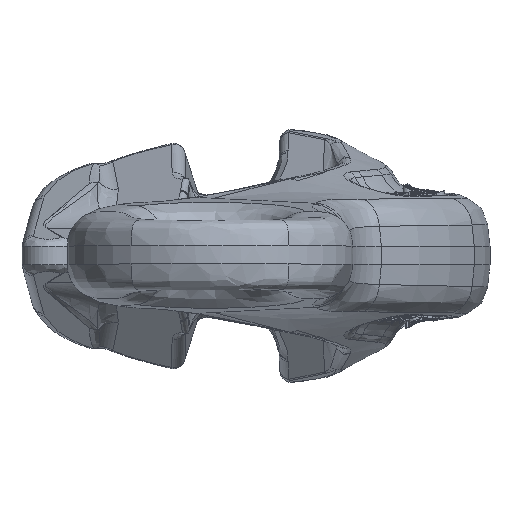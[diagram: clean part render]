
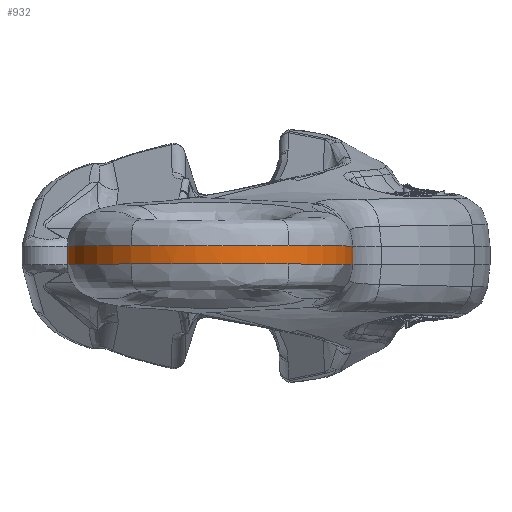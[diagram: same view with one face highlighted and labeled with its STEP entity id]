
A CAD part, top view. The second image highlights one B-rep face of the part: STEP entity #932.
In plain terms, the highlighted cylindrical face has radius 24.791 mm (diameter 49.581 mm), a partial arc.
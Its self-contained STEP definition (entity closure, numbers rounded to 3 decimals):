
#190=CYLINDRICAL_SURFACE('',#11150,24.791);
#932=ADVANCED_FACE('',(#1746),#190,.T.);
#1746=FACE_OUTER_BOUND('',#2390,.T.);
#2390=EDGE_LOOP('',(#4546,#4547,#4548,#4549,#4550,#4551,#4552,#4553));
#3027=LINE('',#19864,#3392);
#3030=LINE('',#20213,#3396);
#3392=VECTOR('',#11967,1.);
#3396=VECTOR('',#11979,1.);
#4546=ORIENTED_EDGE('',*,*,#8772,.T.);
#4547=ORIENTED_EDGE('',*,*,#8773,.T.);
#4548=ORIENTED_EDGE('',*,*,#8774,.T.);
#4549=ORIENTED_EDGE('',*,*,#8753,.T.);
#4550=ORIENTED_EDGE('',*,*,#8775,.F.);
#4551=ORIENTED_EDGE('',*,*,#8776,.F.);
#4552=ORIENTED_EDGE('',*,*,#8777,.F.);
#4553=ORIENTED_EDGE('',*,*,#8778,.F.);
#7586=VERTEX_POINT('',#19840);
#7587=VERTEX_POINT('',#19863);
#7601=VERTEX_POINT('',#20174);
#7602=VERTEX_POINT('',#20175);
#7603=VERTEX_POINT('',#20182);
#7604=VERTEX_POINT('',#20196);
#7605=VERTEX_POINT('',#20204);
#7606=VERTEX_POINT('',#20212);
#8753=EDGE_CURVE('',#7586,#7587,#3027,.T.);
#8772=EDGE_CURVE('',#7601,#7602,#10299,.T.);
#8773=EDGE_CURVE('',#7602,#7603,#10300,.T.);
#8774=EDGE_CURVE('',#7603,#7586,#10301,.T.);
#8775=EDGE_CURVE('',#7604,#7587,#10302,.T.);
#8776=EDGE_CURVE('',#7605,#7604,#10303,.T.);
#8777=EDGE_CURVE('',#7606,#7605,#10304,.T.);
#8778=EDGE_CURVE('',#7601,#7606,#3030,.T.);
#10299=B_SPLINE_CURVE_WITH_KNOTS('',3,(#20168,#20169,#20170,#20171,#20172,
#20173),.UNSPECIFIED.,.F.,.F.,(4,2,4),(0.,0.5,1.),.UNSPECIFIED.);
#10300=B_SPLINE_CURVE_WITH_KNOTS('',3,(#20176,#20177,#20178,#20179,#20180,
#20181),.UNSPECIFIED.,.F.,.F.,(4,2,4),(0.,0.5,1.),.UNSPECIFIED.);
#10301=B_SPLINE_CURVE_WITH_KNOTS('',3,(#20183,#20184,#20185,#20186,#20187,
#20188),.UNSPECIFIED.,.F.,.F.,(4,2,4),(0.,0.5,1.),.UNSPECIFIED.);
#10302=B_SPLINE_CURVE_WITH_KNOTS('',3,(#20189,#20190,#20191,#20192,#20193,
#20194,#20195),.UNSPECIFIED.,.F.,.F.,(4,1,1,1,4),(0.,0.25,0.5,0.75,1.),
 .UNSPECIFIED.);
#10303=B_SPLINE_CURVE_WITH_KNOTS('',3,(#20197,#20198,#20199,#20200,#20201,
#20202,#20203),.UNSPECIFIED.,.F.,.F.,(4,1,1,1,4),(0.,0.25,0.5,0.75,1.),
 .UNSPECIFIED.);
#10304=B_SPLINE_CURVE_WITH_KNOTS('',3,(#20205,#20206,#20207,#20208,#20209,
#20210,#20211),.UNSPECIFIED.,.F.,.F.,(4,1,1,1,4),(0.,0.25,0.5,0.75,1.),
 .UNSPECIFIED.);
#11150=AXIS2_PLACEMENT_3D('',#20214,#11980,#11981);
#11967=DIRECTION('',(0.,1.,0.));
#11979=DIRECTION('',(0.,1.,0.));
#11980=DIRECTION('',(0.,1.,0.));
#11981=DIRECTION('',(-1.,0.,0.));
#19840=CARTESIAN_POINT('',(24.791,-1.574,-11.));
#19863=CARTESIAN_POINT('',(24.791,1.574,-11.));
#19864=CARTESIAN_POINT('',(24.791,-47.22,-11.));
#20168=CARTESIAN_POINT('',(-24.79,-1.574,-11.));
#20169=CARTESIAN_POINT('',(-24.79,-1.574,-6.934));
#20170=CARTESIAN_POINT('',(-23.771,-1.574,-2.872));
#20171=CARTESIAN_POINT('',(-19.929,-1.574,4.295));
#20172=CARTESIAN_POINT('',(-17.111,-1.574,7.393));
#20173=CARTESIAN_POINT('',(-13.726,-1.574,9.644));
#20174=CARTESIAN_POINT('',(-24.79,-1.574,-11.));
#20175=CARTESIAN_POINT('',(-13.726,-1.57,9.644));
#20176=CARTESIAN_POINT('',(-13.727,-1.566,9.644));
#20177=CARTESIAN_POINT('',(-9.689,-1.566,12.329));
#20178=CARTESIAN_POINT('',(-4.849,-1.566,13.791));
#20179=CARTESIAN_POINT('',(4.849,-1.566,13.791));
#20180=CARTESIAN_POINT('',(9.689,-1.566,12.329));
#20181=CARTESIAN_POINT('',(13.726,-1.566,9.644));
#20182=CARTESIAN_POINT('',(13.726,-1.57,9.644));
#20183=CARTESIAN_POINT('',(13.726,-1.574,9.644));
#20184=CARTESIAN_POINT('',(17.112,-1.574,7.393));
#20185=CARTESIAN_POINT('',(19.929,-1.574,4.295));
#20186=CARTESIAN_POINT('',(23.771,-1.574,-2.872));
#20187=CARTESIAN_POINT('',(24.791,-1.574,-6.934));
#20188=CARTESIAN_POINT('',(24.791,-1.574,-11.));
#20189=CARTESIAN_POINT('',(13.726,1.574,9.644));
#20190=CARTESIAN_POINT('',(15.419,1.574,8.519));
#20191=CARTESIAN_POINT('',(18.526,1.574,5.849));
#20192=CARTESIAN_POINT('',(22.071,1.574,0.83));
#20193=CARTESIAN_POINT('',(24.288,1.574,-4.901));
#20194=CARTESIAN_POINT('',(24.791,1.574,-8.967));
#20195=CARTESIAN_POINT('',(24.791,1.574,-11.));
#20196=CARTESIAN_POINT('',(13.726,1.57,9.644));
#20197=CARTESIAN_POINT('',(-13.725,1.574,9.643));
#20198=CARTESIAN_POINT('',(-11.706,1.574,10.986));
#20199=CARTESIAN_POINT('',(-7.273,1.574,13.074));
#20200=CARTESIAN_POINT('',(0.,1.574,14.15));
#20201=CARTESIAN_POINT('',(7.273,1.574,13.074));
#20202=CARTESIAN_POINT('',(11.707,1.574,10.986));
#20203=CARTESIAN_POINT('',(13.725,1.574,9.643));
#20204=CARTESIAN_POINT('',(-13.726,1.57,9.644));
#20205=CARTESIAN_POINT('',(-24.79,1.574,-11.));
#20206=CARTESIAN_POINT('',(-24.79,1.574,-8.967));
#20207=CARTESIAN_POINT('',(-24.288,1.574,-4.901));
#20208=CARTESIAN_POINT('',(-22.071,1.574,0.83));
#20209=CARTESIAN_POINT('',(-18.526,1.574,5.849));
#20210=CARTESIAN_POINT('',(-15.419,1.574,8.519));
#20211=CARTESIAN_POINT('',(-13.726,1.574,9.644));
#20212=CARTESIAN_POINT('',(-24.79,1.574,-11.));
#20213=CARTESIAN_POINT('',(-24.79,-47.22,-11.));
#20214=CARTESIAN_POINT('',(0.,-47.22,-11.));
